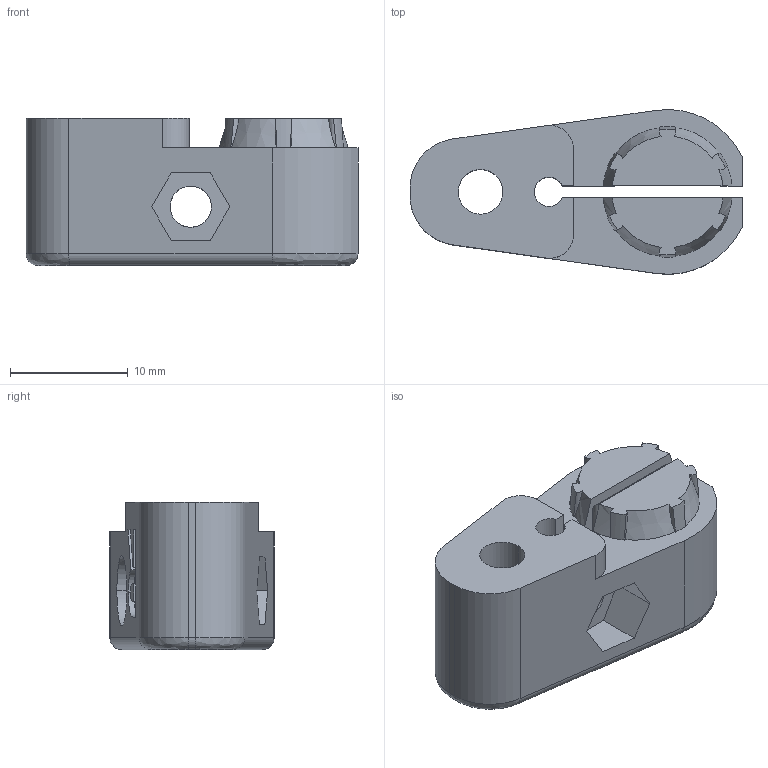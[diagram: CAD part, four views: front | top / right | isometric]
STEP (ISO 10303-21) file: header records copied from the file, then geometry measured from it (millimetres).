
FILE_DESCRIPTION (( 'STEP AP214' ), '1' );
FILE_NAME ('Chumaceira_Guia_Z_right.step', '2016-04-29T10:40:11', ( '' ), ( '' ), 'SwSTEP 2.0', 'SolidWorks 2016', '' );
FILE_SCHEMA (( 'AUTOMOTIVE_DESIGN' ));
Length unit declared in the file: millimetre
Products named in the file (1): Chumaceira_Guia_Z_right
Bounding box: 28.21 x 14 x 12.5 mm (x, y, z)
Volume: 2336 mm3; surface area: 2304.1 mm2
Topology: 1 solids, 1 shells, 136 faces, 385 edges, 254 vertices
Faces by surface type: cylinder 65, plane 39, cone 24, bspline 8
Entity records: 6531 total; most frequent: CARTESIAN_POINT 1520, ORIENTED_EDGE 770, DIRECTION 703, EDGE_CURVE 385, AXIS2_PLACEMENT_3D 275, VERTEX_POINT 254, VECTOR 153, LINE 153
